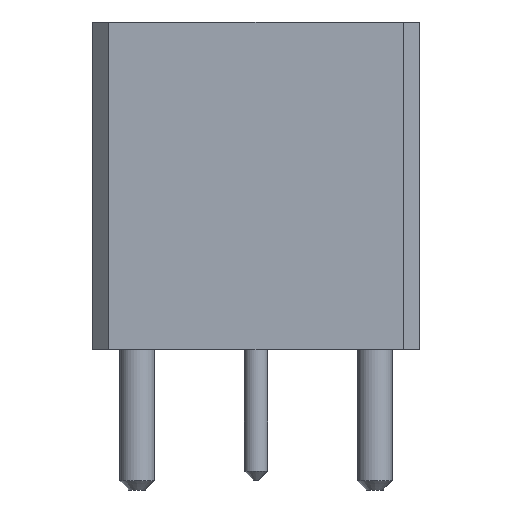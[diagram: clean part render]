
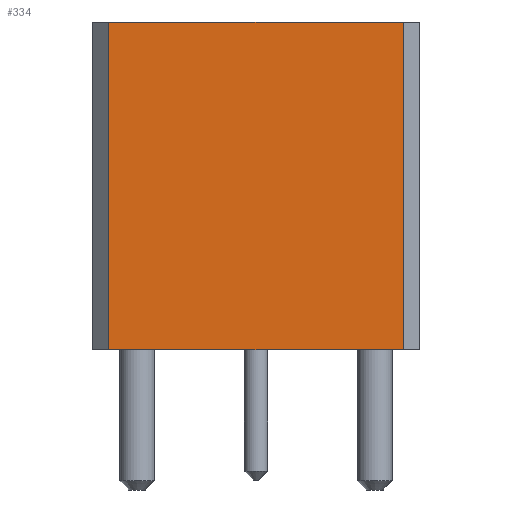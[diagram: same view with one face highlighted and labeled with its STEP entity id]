
A CAD part, left-side view. The second image highlights one B-rep face of the part: STEP entity #334.
In plain terms, the highlighted planar face has unit normal (-1, 0, 0).
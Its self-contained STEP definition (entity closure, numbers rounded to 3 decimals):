
#90 = VERTEX_POINT('',#91);
#91 = CARTESIAN_POINT('',(-2.9,3.146,0.));
#97 = EDGE_CURVE('',#90,#98,#100,.T.);
#98 = VERTEX_POINT('',#99);
#99 = CARTESIAN_POINT('',(-2.9,-3.146,0.));
#100 = LINE('',#101,#102);
#101 = CARTESIAN_POINT('',(-2.9,3.146,0.));
#102 = VECTOR('',#103,1.);
#103 = DIRECTION('',(0.,-1.,0.));
#291 = VERTEX_POINT('',#292);
#292 = CARTESIAN_POINT('',(-2.9,3.146,7.));
#298 = EDGE_CURVE('',#90,#291,#299,.T.);
#299 = LINE('',#300,#301);
#300 = CARTESIAN_POINT('',(-2.9,3.146,0.));
#301 = VECTOR('',#302,1.);
#302 = DIRECTION('',(0.,0.,1.));
#334 = ADVANCED_FACE('',(#335),#353,.F.);
#335 = FACE_BOUND('',#336,.F.);
#336 = EDGE_LOOP('',(#337,#338,#346,#352));
#337 = ORIENTED_EDGE('',*,*,#298,.T.);
#338 = ORIENTED_EDGE('',*,*,#339,.T.);
#339 = EDGE_CURVE('',#291,#340,#342,.T.);
#340 = VERTEX_POINT('',#341);
#341 = CARTESIAN_POINT('',(-2.9,-3.146,7.));
#342 = LINE('',#343,#344);
#343 = CARTESIAN_POINT('',(-2.9,3.146,7.));
#344 = VECTOR('',#345,1.);
#345 = DIRECTION('',(0.,-1.,0.));
#346 = ORIENTED_EDGE('',*,*,#347,.F.);
#347 = EDGE_CURVE('',#98,#340,#348,.T.);
#348 = LINE('',#349,#350);
#349 = CARTESIAN_POINT('',(-2.9,-3.146,0.));
#350 = VECTOR('',#351,1.);
#351 = DIRECTION('',(0.,0.,1.));
#352 = ORIENTED_EDGE('',*,*,#97,.F.);
#353 = PLANE('',#354);
#354 = AXIS2_PLACEMENT_3D('',#355,#356,#357);
#355 = CARTESIAN_POINT('',(-2.9,3.146,0.));
#356 = DIRECTION('',(1.,0.,0.));
#357 = DIRECTION('',(0.,-1.,0.));
